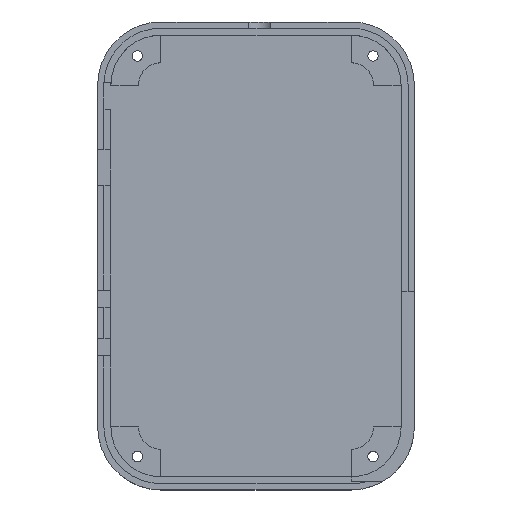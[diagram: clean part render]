
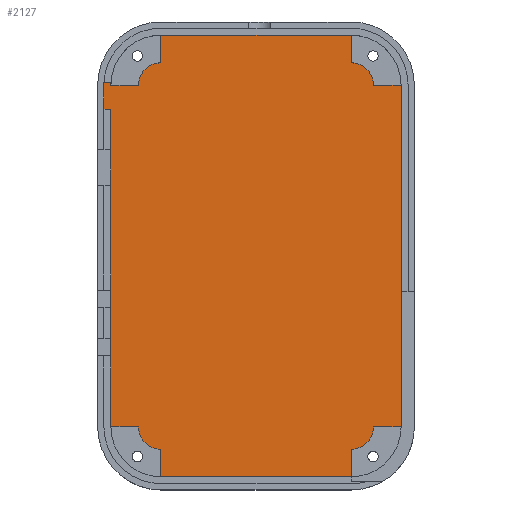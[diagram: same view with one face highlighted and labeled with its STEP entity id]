
A CAD part, top view. The second image highlights one B-rep face of the part: STEP entity #2127.
In plain terms, the highlighted planar face has unit normal (0, 0, 1).
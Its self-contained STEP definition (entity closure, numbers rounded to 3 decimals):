
#1180 = VERTEX_POINT('',#1181);
#1181 = CARTESIAN_POINT('',(-26.4,26.65,1.65));
#1231 = VERTEX_POINT('',#1232);
#1232 = CARTESIAN_POINT('',(-26.4,-31.05,1.65));
#1238 = EDGE_CURVE('',#1180,#1231,#1239,.T.);
#1239 = LINE('',#1240,#1241);
#1240 = CARTESIAN_POINT('',(-26.4,31.05,1.65));
#1241 = VECTOR('',#1242,1.);
#1242 = DIRECTION('',(0.,-1.,0.));
#1512 = VERTEX_POINT('',#1513);
#1513 = CARTESIAN_POINT('',(-26.4,31.55,1.65));
#1521 = EDGE_CURVE('',#1512,#1522,#1524,.T.);
#1522 = VERTEX_POINT('',#1523);
#1523 = CARTESIAN_POINT('',(-27.7,31.55,1.65));
#1524 = LINE('',#1525,#1526);
#1525 = CARTESIAN_POINT('',(-26.4,31.55,1.65));
#1526 = VECTOR('',#1527,1.);
#1527 = DIRECTION('',(-1.,-0.,-0.));
#1554 = VERTEX_POINT('',#1555);
#1555 = CARTESIAN_POINT('',(-27.7,26.65,1.65));
#1561 = EDGE_CURVE('',#1554,#1522,#1562,.T.);
#1562 = LINE('',#1563,#1564);
#1563 = CARTESIAN_POINT('',(-27.7,26.65,1.65));
#1564 = VECTOR('',#1565,1.);
#1565 = DIRECTION('',(0.,1.,0.));
#1580 = EDGE_CURVE('',#1180,#1554,#1581,.T.);
#1581 = LINE('',#1582,#1583);
#1582 = CARTESIAN_POINT('',(-26.4,26.65,1.65));
#1583 = VECTOR('',#1584,1.);
#1584 = DIRECTION('',(-1.,-0.,-0.));
#2127 = ADVANCED_FACE('',(#2128),#2264,.T.);
#2128 = FACE_BOUND('',#2129,.T.);
#2129 = EDGE_LOOP('',(#2130,#2140,#2146,#2147,#2148,#2149,#2150,#2158,
    #2167,#2175,#2183,#2191,#2200,#2208,#2216,#2224,#2233,#2241,#2249,
    #2257));
#2130 = ORIENTED_EDGE('',*,*,#2131,.T.);
#2131 = EDGE_CURVE('',#2132,#2134,#2136,.T.);
#2132 = VERTEX_POINT('',#2133);
#2133 = CARTESIAN_POINT('',(-21.4,31.05,1.65));
#2134 = VERTEX_POINT('',#2135);
#2135 = CARTESIAN_POINT('',(-26.4,31.05,1.65));
#2136 = LINE('',#2137,#2138);
#2137 = CARTESIAN_POINT('',(-21.4,31.05,1.65));
#2138 = VECTOR('',#2139,1.);
#2139 = DIRECTION('',(-1.,0.,0.));
#2140 = ORIENTED_EDGE('',*,*,#2141,.T.);
#2141 = EDGE_CURVE('',#2134,#1512,#2142,.T.);
#2142 = LINE('',#2143,#2144);
#2143 = CARTESIAN_POINT('',(-26.4,26.65,1.65));
#2144 = VECTOR('',#2145,1.);
#2145 = DIRECTION('',(0.,1.,0.));
#2146 = ORIENTED_EDGE('',*,*,#1521,.T.);
#2147 = ORIENTED_EDGE('',*,*,#1561,.F.);
#2148 = ORIENTED_EDGE('',*,*,#1580,.F.);
#2149 = ORIENTED_EDGE('',*,*,#1238,.T.);
#2150 = ORIENTED_EDGE('',*,*,#2151,.F.);
#2151 = EDGE_CURVE('',#2152,#1231,#2154,.T.);
#2152 = VERTEX_POINT('',#2153);
#2153 = CARTESIAN_POINT('',(-21.4,-31.05,1.65));
#2154 = LINE('',#2155,#2156);
#2155 = CARTESIAN_POINT('',(-21.4,-31.05,1.65));
#2156 = VECTOR('',#2157,1.);
#2157 = DIRECTION('',(-1.,0.,0.));
#2158 = ORIENTED_EDGE('',*,*,#2159,.T.);
#2159 = EDGE_CURVE('',#2152,#2160,#2162,.T.);
#2160 = VERTEX_POINT('',#2161);
#2161 = CARTESIAN_POINT('',(-17.3,-35.15,1.65));
#2162 = CIRCLE('',#2163,4.1);
#2163 = AXIS2_PLACEMENT_3D('',#2164,#2165,#2166);
#2164 = CARTESIAN_POINT('',(-17.3,-31.05,1.65));
#2165 = DIRECTION('',(0.,0.,1.));
#2166 = DIRECTION('',(1.,0.,0.));
#2167 = ORIENTED_EDGE('',*,*,#2168,.T.);
#2168 = EDGE_CURVE('',#2160,#2169,#2171,.T.);
#2169 = VERTEX_POINT('',#2170);
#2170 = CARTESIAN_POINT('',(-17.3,-40.15,1.65));
#2171 = LINE('',#2172,#2173);
#2172 = CARTESIAN_POINT('',(-17.3,-35.15,1.65));
#2173 = VECTOR('',#2174,1.);
#2174 = DIRECTION('',(0.,-1.,0.));
#2175 = ORIENTED_EDGE('',*,*,#2176,.T.);
#2176 = EDGE_CURVE('',#2169,#2177,#2179,.T.);
#2177 = VERTEX_POINT('',#2178);
#2178 = CARTESIAN_POINT('',(17.3,-40.15,1.65));
#2179 = LINE('',#2180,#2181);
#2180 = CARTESIAN_POINT('',(-17.3,-40.15,1.65));
#2181 = VECTOR('',#2182,1.);
#2182 = DIRECTION('',(1.,0.,0.));
#2183 = ORIENTED_EDGE('',*,*,#2184,.F.);
#2184 = EDGE_CURVE('',#2185,#2177,#2187,.T.);
#2185 = VERTEX_POINT('',#2186);
#2186 = CARTESIAN_POINT('',(17.3,-35.15,1.65));
#2187 = LINE('',#2188,#2189);
#2188 = CARTESIAN_POINT('',(17.3,-35.15,1.65));
#2189 = VECTOR('',#2190,1.);
#2190 = DIRECTION('',(0.,-1.,0.));
#2191 = ORIENTED_EDGE('',*,*,#2192,.T.);
#2192 = EDGE_CURVE('',#2185,#2193,#2195,.T.);
#2193 = VERTEX_POINT('',#2194);
#2194 = CARTESIAN_POINT('',(21.4,-31.05,1.65));
#2195 = CIRCLE('',#2196,4.1);
#2196 = AXIS2_PLACEMENT_3D('',#2197,#2198,#2199);
#2197 = CARTESIAN_POINT('',(17.3,-31.05,1.65));
#2198 = DIRECTION('',(0.,0.,1.));
#2199 = DIRECTION('',(1.,0.,0.));
#2200 = ORIENTED_EDGE('',*,*,#2201,.T.);
#2201 = EDGE_CURVE('',#2193,#2202,#2204,.T.);
#2202 = VERTEX_POINT('',#2203);
#2203 = CARTESIAN_POINT('',(26.4,-31.05,1.65));
#2204 = LINE('',#2205,#2206);
#2205 = CARTESIAN_POINT('',(21.4,-31.05,1.65));
#2206 = VECTOR('',#2207,1.);
#2207 = DIRECTION('',(1.,0.,0.));
#2208 = ORIENTED_EDGE('',*,*,#2209,.T.);
#2209 = EDGE_CURVE('',#2202,#2210,#2212,.T.);
#2210 = VERTEX_POINT('',#2211);
#2211 = CARTESIAN_POINT('',(26.4,31.05,1.65));
#2212 = LINE('',#2213,#2214);
#2213 = CARTESIAN_POINT('',(26.4,-31.05,1.65));
#2214 = VECTOR('',#2215,1.);
#2215 = DIRECTION('',(0.,1.,0.));
#2216 = ORIENTED_EDGE('',*,*,#2217,.T.);
#2217 = EDGE_CURVE('',#2210,#2218,#2220,.T.);
#2218 = VERTEX_POINT('',#2219);
#2219 = CARTESIAN_POINT('',(21.4,31.05,1.65));
#2220 = LINE('',#2221,#2222);
#2221 = CARTESIAN_POINT('',(26.4,31.05,1.65));
#2222 = VECTOR('',#2223,1.);
#2223 = DIRECTION('',(-1.,0.,0.));
#2224 = ORIENTED_EDGE('',*,*,#2225,.T.);
#2225 = EDGE_CURVE('',#2218,#2226,#2228,.T.);
#2226 = VERTEX_POINT('',#2227);
#2227 = CARTESIAN_POINT('',(17.3,35.15,1.65));
#2228 = CIRCLE('',#2229,4.1);
#2229 = AXIS2_PLACEMENT_3D('',#2230,#2231,#2232);
#2230 = CARTESIAN_POINT('',(17.3,31.05,1.65));
#2231 = DIRECTION('',(0.,0.,1.));
#2232 = DIRECTION('',(1.,0.,0.));
#2233 = ORIENTED_EDGE('',*,*,#2234,.F.);
#2234 = EDGE_CURVE('',#2235,#2226,#2237,.T.);
#2235 = VERTEX_POINT('',#2236);
#2236 = CARTESIAN_POINT('',(17.3,40.15,1.65));
#2237 = LINE('',#2238,#2239);
#2238 = CARTESIAN_POINT('',(17.3,40.15,1.65));
#2239 = VECTOR('',#2240,1.);
#2240 = DIRECTION('',(0.,-1.,0.));
#2241 = ORIENTED_EDGE('',*,*,#2242,.T.);
#2242 = EDGE_CURVE('',#2235,#2243,#2245,.T.);
#2243 = VERTEX_POINT('',#2244);
#2244 = CARTESIAN_POINT('',(-17.3,40.15,1.65));
#2245 = LINE('',#2246,#2247);
#2246 = CARTESIAN_POINT('',(17.3,40.15,1.65));
#2247 = VECTOR('',#2248,1.);
#2248 = DIRECTION('',(-1.,0.,0.));
#2249 = ORIENTED_EDGE('',*,*,#2250,.F.);
#2250 = EDGE_CURVE('',#2251,#2243,#2253,.T.);
#2251 = VERTEX_POINT('',#2252);
#2252 = CARTESIAN_POINT('',(-17.3,35.15,1.65));
#2253 = LINE('',#2254,#2255);
#2254 = CARTESIAN_POINT('',(-17.3,35.15,1.65));
#2255 = VECTOR('',#2256,1.);
#2256 = DIRECTION('',(0.,1.,0.));
#2257 = ORIENTED_EDGE('',*,*,#2258,.T.);
#2258 = EDGE_CURVE('',#2251,#2132,#2259,.T.);
#2259 = CIRCLE('',#2260,4.1);
#2260 = AXIS2_PLACEMENT_3D('',#2261,#2262,#2263);
#2261 = CARTESIAN_POINT('',(-17.3,31.05,1.65));
#2262 = DIRECTION('',(0.,0.,1.));
#2263 = DIRECTION('',(1.,0.,0.));
#2264 = PLANE('',#2265);
#2265 = AXIS2_PLACEMENT_3D('',#2266,#2267,#2268);
#2266 = CARTESIAN_POINT('',(-0.393,0.408,1.65));
#2267 = DIRECTION('',(0.,0.,1.));
#2268 = DIRECTION('',(1.,0.,0.));
